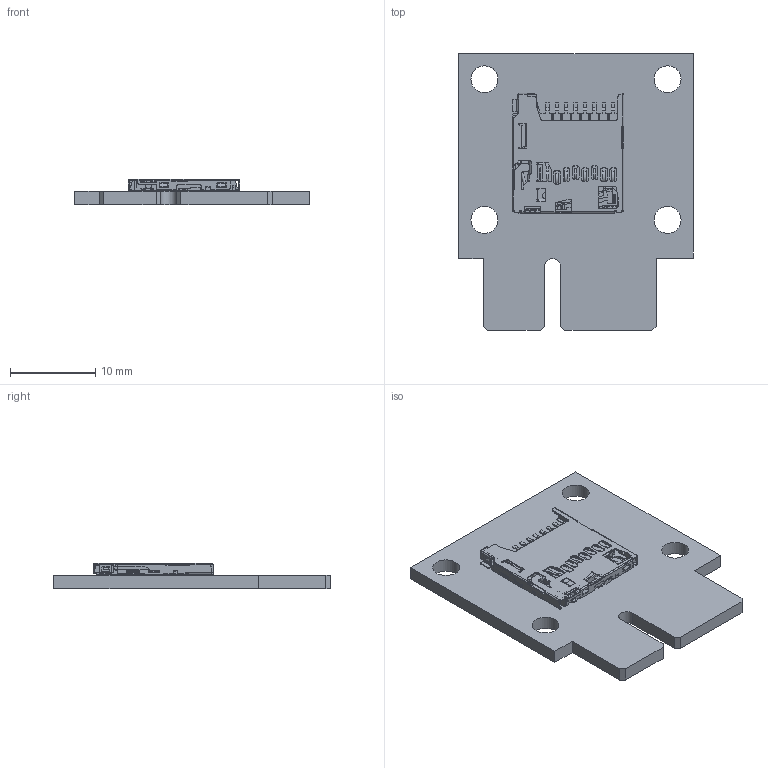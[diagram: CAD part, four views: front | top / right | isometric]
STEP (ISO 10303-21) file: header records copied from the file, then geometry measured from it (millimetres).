
FILE_DESCRIPTION(('KiCad electronic assembly'),'2;1');
FILE_NAME('CartridgeMk1.step','2025-01-31T23:46:33',('Pcbnew'),('Kicad') ,'Open CASCADE STEP processor 7.8','KiCad to STEP converter','Unknown' );
FILE_SCHEMA(('AUTOMOTIVE_DESIGN { 1 0 10303 214 1 1 1 1 }'));
Length unit declared in the file: millimetre
Products named in the file (4): CartridgeMk1 1; 5033981892; CartridgeMk1_PCB
Assembly tree (3 placements, depth 3):
  CartridgeMk1 1
    5033981892
      5033981892
    CartridgeMk1_PCB
Bounding box: 27.5 x 32.45 x 2.98 mm (x, y, z)
Volume: 1321.1 mm3; surface area: 2594.9 mm2
Topology: 2 solids, 2 shells, 1462 faces, 4295 edges, 2872 vertices
Faces by surface type: plane 1066, cylinder 367, cone 18, torus 7, sphere 4
Full cylindrical faces by diameter (mm): 3.16 x4
Entity records: 48406 total; most frequent: CARTESIAN_POINT 8783, ORIENTED_EDGE 8470, DIRECTION 7987, EDGE_CURVE 4235, LINE 3463, VECTOR 3463, VERTEX_POINT 2760, AXIS2_PLACEMENT_3D 2262
